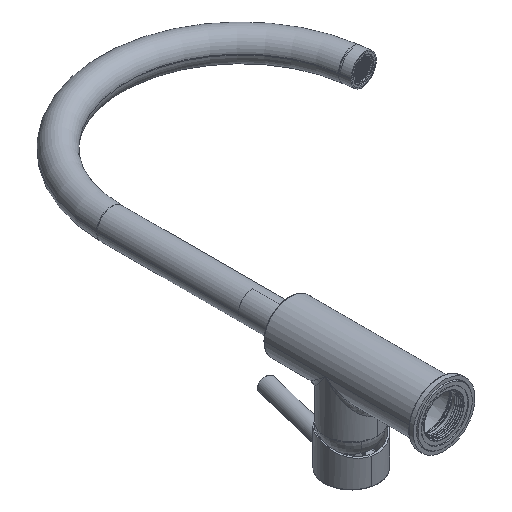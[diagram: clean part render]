
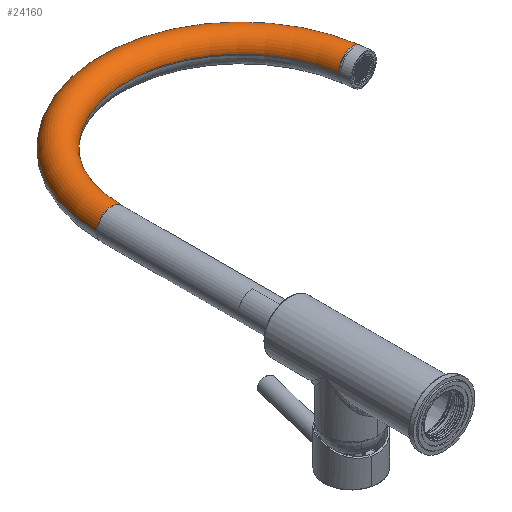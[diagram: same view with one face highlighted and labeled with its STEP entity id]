
A CAD part, isometric view. The second image highlights one B-rep face of the part: STEP entity #24160.
In plain terms, the highlighted toroidal (fillet/blend) face has major radius 104.884 mm and minor radius 12 mm.
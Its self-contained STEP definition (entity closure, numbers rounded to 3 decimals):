
#847 = CARTESIAN_POINT ( 'NONE',  ( 220.631, 281.832, 0. ) ) ;
#1131 = EDGE_CURVE ( 'NONE', #37239, #32065, #3960, .T. ) ;
#1772 = DIRECTION ( 'NONE',  ( 0., 1., 0. ) ) ;
#3663 = ORIENTED_EDGE ( 'NONE', *, *, #39028, .T. ) ;
#3750 = DIRECTION ( 'NONE',  ( -1., 0., 0. ) ) ;
#3960 = CIRCLE ( 'NONE', #46891, 12. ) ;
#5999 = AXIS2_PLACEMENT_3D ( 'NONE', #24847, #13394, #13640 ) ;
#8887 = DIRECTION ( 'NONE',  ( 0.139, -0.99, 0. ) ) ;
#11323 = CARTESIAN_POINT ( 'NONE',  ( 104.884, 265.565, 0. ) ) ;
#13394 = DIRECTION ( 'NONE',  ( 0., 0., -1. ) ) ;
#13640 = DIRECTION ( 'NONE',  ( -1., 0., 0. ) ) ;
#14584 = CARTESIAN_POINT ( 'NONE',  ( -12., 265.565, 0. ) ) ;
#15930 = DIRECTION ( 'NONE',  ( 0., 0., -1. ) ) ;
#16351 = DIRECTION ( 'NONE',  ( 0., 0., 1. ) ) ;
#16711 = AXIS2_PLACEMENT_3D ( 'NONE', #38363, #15930, #3750 ) ;
#18376 = EDGE_CURVE ( 'NONE', #26566, #32065, #41013, .T. ) ;
#18435 = ORIENTED_EDGE ( 'NONE', *, *, #18376, .T. ) ;
#18873 = CIRCLE ( 'NONE', #33209, 12. ) ;
#21584 = CARTESIAN_POINT ( 'NONE',  ( 12., 265.565, 0. ) ) ;
#24044 = ORIENTED_EDGE ( 'NONE', *, *, #1131, .F. ) ;
#24160 = ADVANCED_FACE ( 'NONE', ( #31254 ), #46946, .T. ) ;
#24171 = DIRECTION ( 'NONE',  ( 0., 0., 1. ) ) ;
#24847 = CARTESIAN_POINT ( 'NONE',  ( 104.884, 265.565, 0. ) ) ;
#26566 = VERTEX_POINT ( 'NONE', #21584 ) ;
#31021 = VERTEX_POINT ( 'NONE', #14584 ) ;
#31074 = CIRCLE ( 'NONE', #16711, 116.884 ) ;
#31254 = FACE_OUTER_BOUND ( 'NONE', #40910, .T. ) ;
#32065 = VERTEX_POINT ( 'NONE', #35199 ) ;
#33209 = AXIS2_PLACEMENT_3D ( 'NONE', #39621, #1772, #24171 ) ;
#35199 = CARTESIAN_POINT ( 'NONE',  ( 196.864, 278.492, 0. ) ) ;
#37239 = VERTEX_POINT ( 'NONE', #847 ) ;
#38363 = CARTESIAN_POINT ( 'NONE',  ( 104.884, 265.565, 0. ) ) ;
#39028 = EDGE_CURVE ( 'NONE', #31021, #26566, #18873, .T. ) ;
#39621 = CARTESIAN_POINT ( 'NONE',  ( 0., 265.565, 0. ) ) ;
#40910 = EDGE_LOOP ( 'NONE', ( #45368, #3663, #18435, #24044 ) ) ;
#41013 = CIRCLE ( 'NONE', #5999, 92.884 ) ;
#41477 = DIRECTION ( 'NONE',  ( 0., 0., -1. ) ) ;
#43248 = CARTESIAN_POINT ( 'NONE',  ( 208.747, 280.162, 0. ) ) ;
#45368 = ORIENTED_EDGE ( 'NONE', *, *, #46915, .F. ) ;
#46891 = AXIS2_PLACEMENT_3D ( 'NONE', #43248, #8887, #16351 ) ;
#46915 = EDGE_CURVE ( 'NONE', #31021, #37239, #31074, .T. ) ;
#46946 = TOROIDAL_SURFACE ( 'NONE', #48508, 104.884, 12. ) ;
#48508 = AXIS2_PLACEMENT_3D ( 'NONE', #11323, #41477, #49198 ) ;
#49198 = DIRECTION ( 'NONE',  ( -1., 0., 0. ) ) ;
